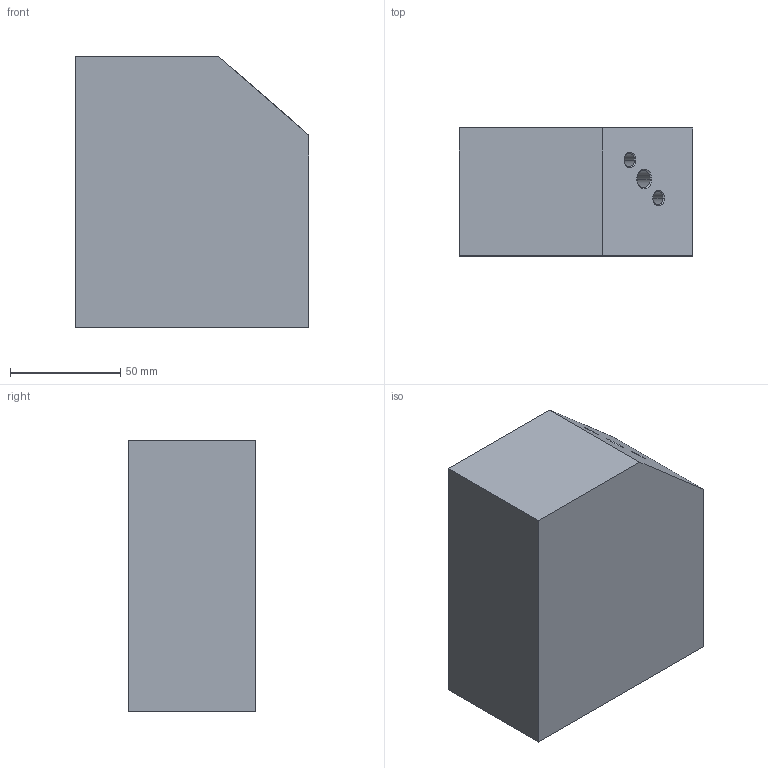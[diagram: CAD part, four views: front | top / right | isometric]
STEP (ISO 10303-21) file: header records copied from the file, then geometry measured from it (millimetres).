
FILE_DESCRIPTION (( 'STEP AP203' ), '1' );
FILE_NAME ('main_block.STEP', '2015-10-12T03:19:12', ( '' ), ( '' ), 'SwSTEP 2.0', 'SolidWorks 2015', '' );
FILE_SCHEMA (( 'CONFIG_CONTROL_DESIGN' ));
Length unit declared in the file: millimetre
Products named in the file (1): main_block
Bounding box: 106 x 58 x 123 mm (x, y, z)
Volume: 482639.6 mm3; surface area: 63700.4 mm2
Topology: 1 solids, 1 shells, 87 faces, 213 edges, 128 vertices
Faces by surface type: plane 47, cylinder 30, cone 10
Entity records: 2588 total; most frequent: DIRECTION 445, CARTESIAN_POINT 440, ORIENTED_EDGE 418, EDGE_CURVE 209, AXIS2_PLACEMENT_3D 153, LINE 139, VECTOR 139, VERTEX_POINT 128
